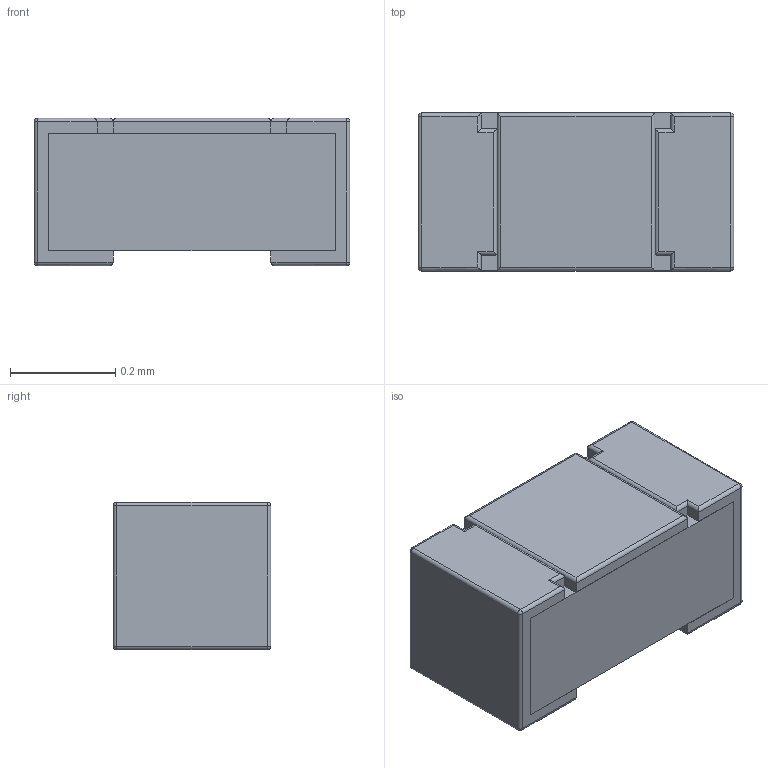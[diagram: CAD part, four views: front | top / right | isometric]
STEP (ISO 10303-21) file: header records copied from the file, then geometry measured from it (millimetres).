
FILE_DESCRIPTION (( 'STEP AP214' ), '1' );
FILE_NAME ( 'RESC0603X28L15.STEP', '2015-11-20T12:21:59', ( '' ), ( '' ), 'FPX Expert 2013', 'PCB Libraries', '' );
FILE_SCHEMA (( 'AUTOMOTIVE_DESIGN' ));
Length unit declared in the file: millimetre
Products named in the file (1): RESC0603X28L15
Bounding box: 0.6 x 0.3 x 0.28 mm (x, y, z)
Volume: 0 mm3; surface area: 1.6 mm2
Topology: 4 solids, 4 shells, 80 faces, 180 edges, 100 vertices
Faces by surface type: plane 40, cylinder 32, sphere 8
Entity records: 2377 total; most frequent: CARTESIAN_POINT 413, ORIENTED_EDGE 344, DIRECTION 338, EDGE_CURVE 172, VECTOR 128, LINE 128, AXIS2_PLACEMENT_3D 105, VERTEX_POINT 100
